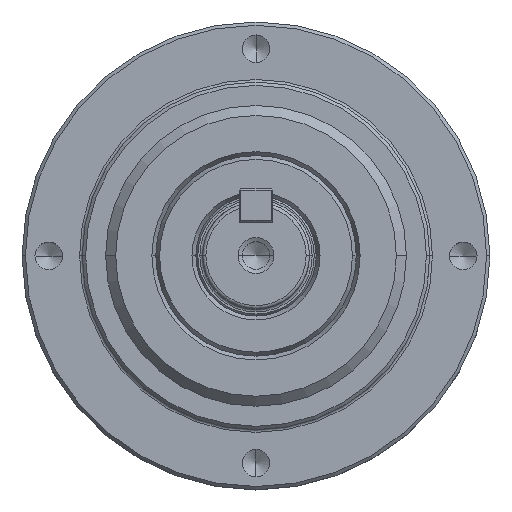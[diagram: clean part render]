
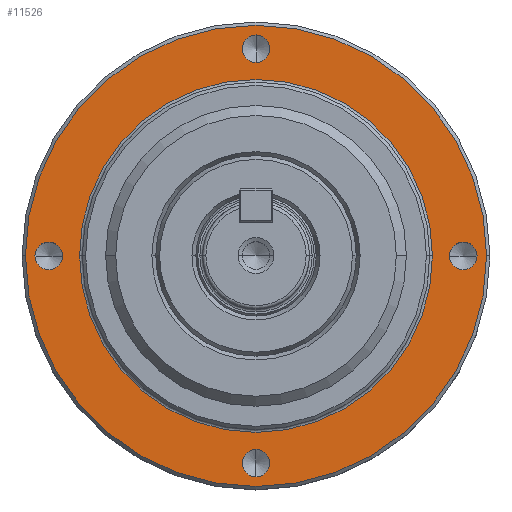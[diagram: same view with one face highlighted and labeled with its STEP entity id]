
A CAD part, top view. The second image highlights one B-rep face of the part: STEP entity #11526.
In plain terms, the highlighted planar face has unit normal (0, 0, 1).
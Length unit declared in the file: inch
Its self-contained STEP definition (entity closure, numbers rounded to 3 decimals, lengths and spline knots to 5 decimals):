
#52 = CARTESIAN_POINT ( 'NONE',  ( 1.35827, 0., 0. ) ) ;
#136 = AXIS2_PLACEMENT_3D ( 'NONE', #10459, #6226, #1304 ) ;
#333 = CIRCLE ( 'NONE', #1623, 0.08138 ) ;
#374 = AXIS2_PLACEMENT_3D ( 'NONE', #5076, #4050, #9231 ) ;
#406 = DIRECTION ( 'NONE',  ( 1., 0., 0. ) ) ;
#707 = VERTEX_POINT ( 'NONE', #7008 ) ;
#723 = EDGE_CURVE ( 'NONE', #10728, #9587, #10361, .T. ) ;
#887 = EDGE_LOOP ( 'NONE', ( #8424, #1313 ) ) ;
#998 = CARTESIAN_POINT ( 'NONE',  ( -1.13909, 0., 0. ) ) ;
#1160 = VERTEX_POINT ( 'NONE', #1660 ) ;
#1202 = DIRECTION ( 'NONE',  ( 0., 0., 1. ) ) ;
#1236 = CARTESIAN_POINT ( 'NONE',  ( 1.22047, 0., 0. ) ) ;
#1265 = VERTEX_POINT ( 'NONE', #4330 ) ;
#1304 = DIRECTION ( 'NONE',  ( 0., -1., 0. ) ) ;
#1313 = ORIENTED_EDGE ( 'NONE', *, *, #5143, .T. ) ;
#1535 = DIRECTION ( 'NONE',  ( -1., 0., 0. ) ) ;
#1623 = AXIS2_PLACEMENT_3D ( 'NONE', #6715, #7795, #10800 ) ;
#1660 = CARTESIAN_POINT ( 'NONE',  ( -1.35827, 0., 0. ) ) ;
#1741 = DIRECTION ( 'NONE',  ( -1., 0., 0. ) ) ;
#2197 = EDGE_CURVE ( 'NONE', #1265, #5544, #3212, .T. ) ;
#2198 = CARTESIAN_POINT ( 'NONE',  ( -1.30185, 0., 0. ) ) ;
#2244 = DIRECTION ( 'NONE',  ( 0., 0., -1. ) ) ;
#2257 = VERTEX_POINT ( 'NONE', #52 ) ;
#2318 = AXIS2_PLACEMENT_3D ( 'NONE', #1236, #2330, #10522 ) ;
#2330 = DIRECTION ( 'NONE',  ( 0., 0., -1. ) ) ;
#2369 = ORIENTED_EDGE ( 'NONE', *, *, #8736, .T. ) ;
#2429 = DIRECTION ( 'NONE',  ( 0., 0., -1. ) ) ;
#2627 = FACE_BOUND ( 'NONE', #4117, .T. ) ;
#2671 = EDGE_LOOP ( 'NONE', ( #2890, #10246 ) ) ;
#2690 = FACE_BOUND ( 'NONE', #6601, .T. ) ;
#2763 = AXIS2_PLACEMENT_3D ( 'NONE', #6946, #4823, #10966 ) ;
#2830 = FACE_BOUND ( 'NONE', #887, .T. ) ;
#2890 = ORIENTED_EDGE ( 'NONE', *, *, #4881, .F. ) ;
#3212 = CIRCLE ( 'NONE', #6724, 1.03937 ) ;
#3313 = EDGE_LOOP ( 'NONE', ( #10807, #8167 ) ) ;
#3420 = CIRCLE ( 'NONE', #7999, 0.08138 ) ;
#3426 = VERTEX_POINT ( 'NONE', #7704 ) ;
#3684 = CIRCLE ( 'NONE', #12851, 1.03937 ) ;
#3732 = FACE_OUTER_BOUND ( 'NONE', #2671, .T. ) ;
#3871 = FACE_BOUND ( 'NONE', #3313, .T. ) ;
#3934 = DIRECTION ( 'NONE',  ( 0., 0., -1. ) ) ;
#4050 = DIRECTION ( 'NONE',  ( 0., 0., -1. ) ) ;
#4117 = EDGE_LOOP ( 'NONE', ( #2369, #9976 ) ) ;
#4171 = CARTESIAN_POINT ( 'NONE',  ( -1.03937, 0., 0. ) ) ;
#4330 = CARTESIAN_POINT ( 'NONE',  ( 1.03937, 0., 0. ) ) ;
#4431 = CIRCLE ( 'NONE', #11851, 1.35827 ) ;
#4484 = AXIS2_PLACEMENT_3D ( 'NONE', #8043, #3934, #1741 ) ;
#4633 = CARTESIAN_POINT ( 'NONE',  ( 1.22047, 0., 0. ) ) ;
#4745 = CIRCLE ( 'NONE', #374, 1.35827 ) ;
#4823 = DIRECTION ( 'NONE',  ( 0., 0., -1. ) ) ;
#4881 = EDGE_CURVE ( 'NONE', #1160, #2257, #4431, .T. ) ;
#5076 = CARTESIAN_POINT ( 'NONE',  ( 0., 0., 0. ) ) ;
#5143 = EDGE_CURVE ( 'NONE', #13286, #3426, #5305, .T. ) ;
#5206 = DIRECTION ( 'NONE',  ( 0., 1., 0. ) ) ;
#5305 = CIRCLE ( 'NONE', #7710, 0.08138 ) ;
#5544 = VERTEX_POINT ( 'NONE', #4171 ) ;
#5580 = CARTESIAN_POINT ( 'NONE',  ( 0., 0., 0. ) ) ;
#5981 = CARTESIAN_POINT ( 'NONE',  ( 0., 1.13909, 0. ) ) ;
#6103 = CARTESIAN_POINT ( 'NONE',  ( 0., -1.13909, 0. ) ) ;
#6226 = DIRECTION ( 'NONE',  ( 0., 0., -1. ) ) ;
#6400 = DIRECTION ( 'NONE',  ( -1., 0., 0. ) ) ;
#6446 = DIRECTION ( 'NONE',  ( 0., -1., 0. ) ) ;
#6522 = EDGE_LOOP ( 'NONE', ( #8357, #12324 ) ) ;
#6601 = EDGE_LOOP ( 'NONE', ( #10913, #12772 ) ) ;
#6661 = AXIS2_PLACEMENT_3D ( 'NONE', #9365, #2244, #5206 ) ;
#6715 = CARTESIAN_POINT ( 'NONE',  ( -1.22047, 0., 0. ) ) ;
#6724 = AXIS2_PLACEMENT_3D ( 'NONE', #8463, #1202, #6400 ) ;
#6946 = CARTESIAN_POINT ( 'NONE',  ( 0., 0., 0. ) ) ;
#7008 = CARTESIAN_POINT ( 'NONE',  ( 1.13909, 0., 0. ) ) ;
#7019 = DIRECTION ( 'NONE',  ( 0., 1., 0. ) ) ;
#7704 = CARTESIAN_POINT ( 'NONE',  ( 0., -1.30185, 0. ) ) ;
#7710 = AXIS2_PLACEMENT_3D ( 'NONE', #11567, #10538, #6446 ) ;
#7795 = DIRECTION ( 'NONE',  ( 0., 0., -1. ) ) ;
#7908 = CARTESIAN_POINT ( 'NONE',  ( 0., 1.22047, 0. ) ) ;
#7913 = VERTEX_POINT ( 'NONE', #5981 ) ;
#7999 = AXIS2_PLACEMENT_3D ( 'NONE', #7908, #10032, #7019 ) ;
#8043 = CARTESIAN_POINT ( 'NONE',  ( -1.22047, 0., 0. ) ) ;
#8167 = ORIENTED_EDGE ( 'NONE', *, *, #723, .T. ) ;
#8181 = CIRCLE ( 'NONE', #6661, 0.08138 ) ;
#8357 = ORIENTED_EDGE ( 'NONE', *, *, #12843, .F. ) ;
#8377 = CARTESIAN_POINT ( 'NONE',  ( 0., 0., 0. ) ) ;
#8424 = ORIENTED_EDGE ( 'NONE', *, *, #9925, .T. ) ;
#8463 = CARTESIAN_POINT ( 'NONE',  ( 0., 0., 0. ) ) ;
#8644 = AXIS2_PLACEMENT_3D ( 'NONE', #4633, #8792, #406 ) ;
#8736 = EDGE_CURVE ( 'NONE', #11616, #7913, #8181, .T. ) ;
#8792 = DIRECTION ( 'NONE',  ( 0., 0., -1. ) ) ;
#8941 = EDGE_CURVE ( 'NONE', #9587, #10728, #333, .T. ) ;
#9121 = FACE_BOUND ( 'NONE', #6522, .T. ) ;
#9231 = DIRECTION ( 'NONE',  ( -1., 0., 0. ) ) ;
#9326 = CARTESIAN_POINT ( 'NONE',  ( 0., 1.30185, 0. ) ) ;
#9365 = CARTESIAN_POINT ( 'NONE',  ( 0., 1.22047, 0. ) ) ;
#9519 = CIRCLE ( 'NONE', #2318, 0.08138 ) ;
#9538 = DIRECTION ( 'NONE',  ( 0., 0., 1. ) ) ;
#9587 = VERTEX_POINT ( 'NONE', #2198 ) ;
#9740 = CIRCLE ( 'NONE', #8644, 0.08138 ) ;
#9895 = EDGE_CURVE ( 'NONE', #707, #12048, #9519, .T. ) ;
#9925 = EDGE_CURVE ( 'NONE', #3426, #13286, #12314, .T. ) ;
#9976 = ORIENTED_EDGE ( 'NONE', *, *, #11105, .T. ) ;
#10032 = DIRECTION ( 'NONE',  ( 0., 0., -1. ) ) ;
#10246 = ORIENTED_EDGE ( 'NONE', *, *, #13295, .F. ) ;
#10361 = CIRCLE ( 'NONE', #4484, 0.08138 ) ;
#10450 = CARTESIAN_POINT ( 'NONE',  ( 1.30185, 0., 0. ) ) ;
#10459 = CARTESIAN_POINT ( 'NONE',  ( 0., -1.22047, 0. ) ) ;
#10522 = DIRECTION ( 'NONE',  ( 1., 0., 0. ) ) ;
#10536 = EDGE_CURVE ( 'NONE', #12048, #707, #9740, .T. ) ;
#10538 = DIRECTION ( 'NONE',  ( 0., 0., -1. ) ) ;
#10728 = VERTEX_POINT ( 'NONE', #998 ) ;
#10800 = DIRECTION ( 'NONE',  ( -1., 0., 0. ) ) ;
#10807 = ORIENTED_EDGE ( 'NONE', *, *, #8941, .T. ) ;
#10913 = ORIENTED_EDGE ( 'NONE', *, *, #10536, .T. ) ;
#10966 = DIRECTION ( 'NONE',  ( -1., 0., 0. ) ) ;
#11105 = EDGE_CURVE ( 'NONE', #7913, #11616, #3420, .T. ) ;
#11526 = ADVANCED_FACE ( 'NONE', ( #3732, #2830, #3871, #2627, #2690, #9121 ), #12196, .F. ) ;
#11567 = CARTESIAN_POINT ( 'NONE',  ( 0., -1.22047, 0. ) ) ;
#11616 = VERTEX_POINT ( 'NONE', #9326 ) ;
#11851 = AXIS2_PLACEMENT_3D ( 'NONE', #5580, #2429, #1535 ) ;
#12048 = VERTEX_POINT ( 'NONE', #10450 ) ;
#12196 = PLANE ( 'NONE',  #2763 ) ;
#12314 = CIRCLE ( 'NONE', #136, 0.08138 ) ;
#12324 = ORIENTED_EDGE ( 'NONE', *, *, #2197, .F. ) ;
#12772 = ORIENTED_EDGE ( 'NONE', *, *, #9895, .T. ) ;
#12843 = EDGE_CURVE ( 'NONE', #5544, #1265, #3684, .T. ) ;
#12851 = AXIS2_PLACEMENT_3D ( 'NONE', #8377, #9538, #13493 ) ;
#13286 = VERTEX_POINT ( 'NONE', #6103 ) ;
#13295 = EDGE_CURVE ( 'NONE', #2257, #1160, #4745, .T. ) ;
#13493 = DIRECTION ( 'NONE',  ( -1., 0., 0. ) ) ;
